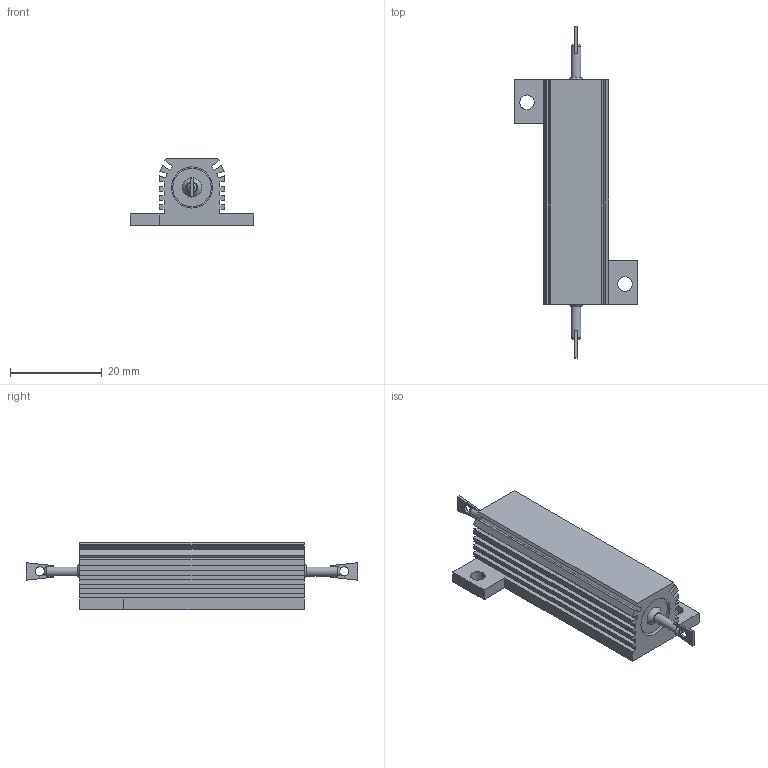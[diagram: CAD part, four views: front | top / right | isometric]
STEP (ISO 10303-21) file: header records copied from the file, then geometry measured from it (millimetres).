
FILE_DESCRIPTION(/* description */ (''),/* implementation_level */ '2;1');
FILE_NAME(/* name */ 'ARCOL HS50.step',/* time_stamp */ '2021-08-12T18:52:29+02:00',/* author */ ('Goran'),/* organization */ (''),/* preprocessor_version */ 'ST-DEVELOPER v16.1',/* originating_system */ 'AutoCAD Mechanical',/* authorisation */ '');
FILE_SCHEMA (('AUTOMOTIVE_DESIGN { 1 0 10303 214 3 1 1 }'));
Length unit declared in the file: millimetre
Products named in the file (1): Product
Bounding box: 27.01 x 72.5 x 14.8 mm (x, y, z)
Volume: 9631 mm3; surface area: 5297.8 mm2
Topology: 1 solids, 1 shells, 98 faces, 270 edges, 178 vertices
Faces by surface type: plane 82, cylinder 10, torus 4, cone 2
Full cylindrical faces by diameter (mm): 2 x2, 2.1 x2, 3.2 x2, 8.4 x2, 9 x2
Entity records: 3145 total; most frequent: CARTESIAN_POINT 663, ORIENTED_EDGE 508, DIRECTION 478, EDGE_CURVE 254, LINE 212, VECTOR 212, VERTEX_POINT 174, AXIS2_PLACEMENT_3D 133
